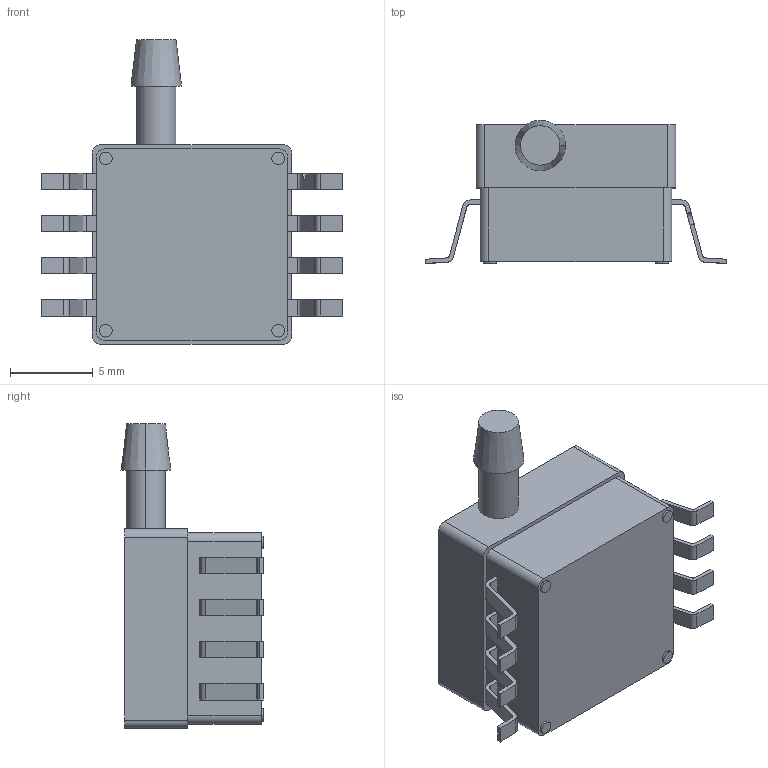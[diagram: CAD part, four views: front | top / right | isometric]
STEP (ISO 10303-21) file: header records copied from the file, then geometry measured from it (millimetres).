
FILE_DESCRIPTION (( 'STEP AP214' ), '1' );
FILE_NAME ('MP3V5050DP.STEP', '2019-04-28T22:01:11', ( '' ), ( '' ), 'SwSTEP 2.0', 'SolidWorks 2017', '' );
FILE_SCHEMA (( 'AUTOMOTIVE_DESIGN' ));
Length unit declared in the file: inch
Products named in the file (1): MP3V5050DP
Bounding box: 18.21 x 8.64 x 18.41 mm (x, y, z)
Volume: 1190.9 mm3; surface area: 850.8 mm2
Topology: 9 solids, 9 shells, 151 faces, 378 edges, 252 vertices
Faces by surface type: plane 98, cylinder 51, cone 2
Entity records: 4646 total; most frequent: DIRECTION 788, CARTESIAN_POINT 782, ORIENTED_EDGE 756, EDGE_CURVE 378, VECTOR 272, LINE 272, AXIS2_PLACEMENT_3D 258, VERTEX_POINT 252
